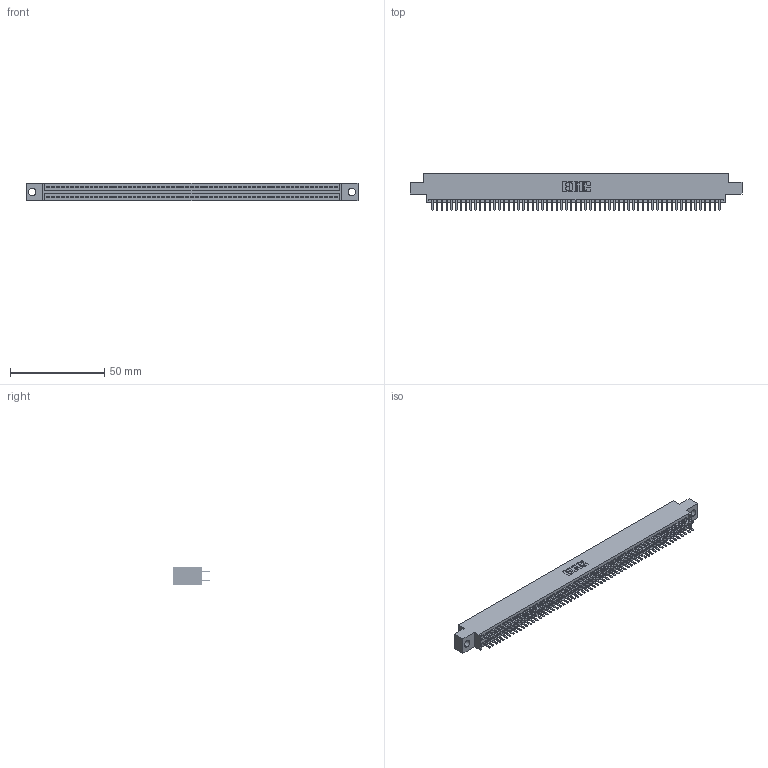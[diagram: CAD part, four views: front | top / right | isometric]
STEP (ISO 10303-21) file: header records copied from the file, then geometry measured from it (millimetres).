
FILE_DESCRIPTION (( 'STEP AP203' ), '1' );
FILE_NAME ('395-122-520-804.STEP', '2018-12-03T16:43:30', ( '' ), ( '' ), 'SwSTEP 2.0', 'SolidWorks 2016', '' );
FILE_SCHEMA (( 'CONFIG_CONTROL_DESIGN' ));
Length unit declared in the file: inch
Products named in the file (3): 395-122-520-804; 345 Part_0.170 Offset - 0.156 Dia-TH; 345-292-001_345-293-120
Assembly tree (123 placements, depth 2):
  395-122-520-804
    345 Part_0.170 Offset - 0.156 Dia-TH
    345-292-001_345-293-120  x122
Bounding box: 176.15 x 19.68 x 9.4 mm (x, y, z)
Volume: 17032.8 mm3; surface area: 25389.9 mm2
Topology: 123 solids, 123 shells, 6718 faces, 19507 edges, 12678 vertices
Faces by surface type: plane 4354, cylinder 2364
Entity records: 45553 total; most frequent: CARTESIAN_POINT 7632, ORIENTED_EDGE 7554, DIRECTION 6693, EDGE_CURVE 3777, LINE 3397, VECTOR 3397, VERTEX_POINT 2514, AXIS2_PLACEMENT_3D 1648
